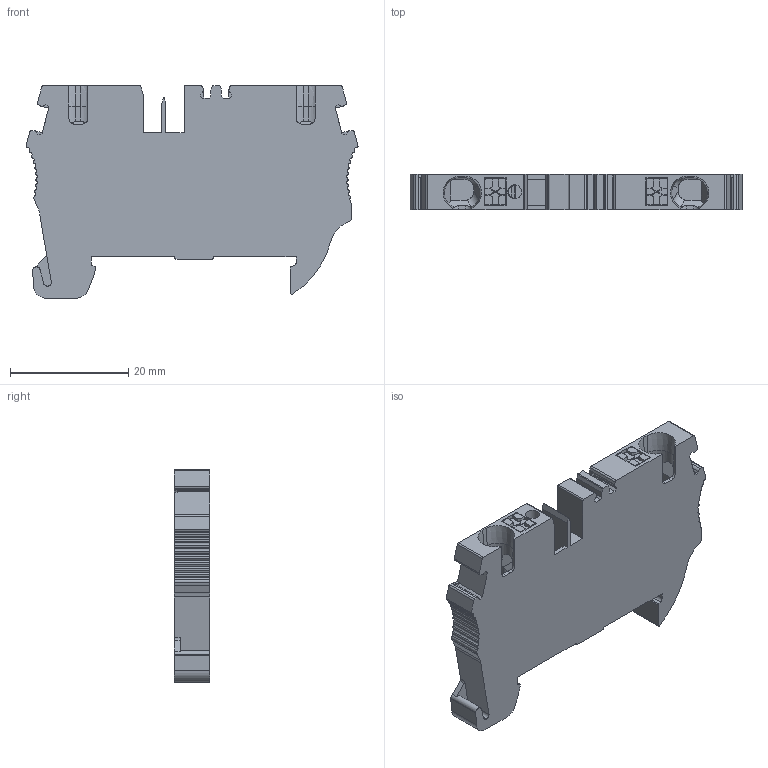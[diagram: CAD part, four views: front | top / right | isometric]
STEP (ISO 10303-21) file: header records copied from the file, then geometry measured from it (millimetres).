
FILE_DESCRIPTION(/* description */ ('Unknown'),/* implementation_level */ '2;1');
FILE_NAME(/* name */ 'PEQ_4_3D_SOLID',/* time_stamp */ '2021-04-30T09:32:23+05:00',/* author */ ('Unknown'),/* organization */ ('Unknown'),/* preprocessor_version */ 'ST-DEVELOPER v16.7',/* originating_system */ 'DEX',/* authorisation */ $);
FILE_SCHEMA (('AUTOMOTIVE_DESIGN {1 0 10303 214 3 1 1}'));
Length unit declared in the file: millimetre
Products named in the file (1): PEQ_4_SOLID
Bounding box: 56.24 x 6 x 36 mm (x, y, z)
Volume: 8318.1 mm3; surface area: 5225.7 mm2
Topology: 1 solids, 1 shells, 370 faces, 1055 edges, 694 vertices
Faces by surface type: plane 217, cylinder 139, cone 12, bspline 2
Full cylindrical faces by diameter (mm): 2.35 x1
Entity records: 14730 total; most frequent: CARTESIAN_POINT 2279, ORIENTED_EDGE 2106, DIRECTION 2051, EDGE_CURVE 1053, LINE 707, VECTOR 707, VERTEX_POINT 693, AXIS2_PLACEMENT_3D 672
